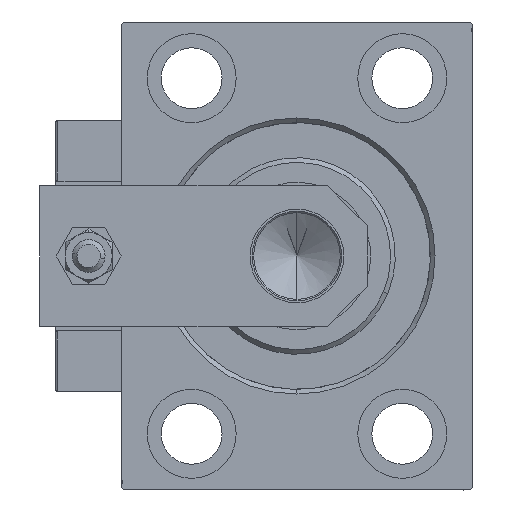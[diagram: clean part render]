
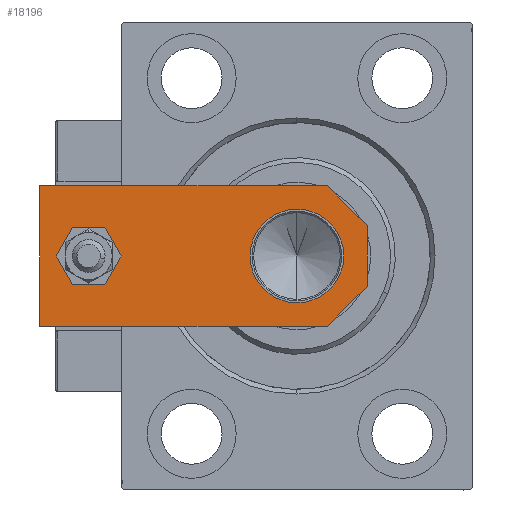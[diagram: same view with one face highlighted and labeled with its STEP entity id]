
A CAD part, left-side view. The second image highlights one B-rep face of the part: STEP entity #18196.
In plain terms, the highlighted face is planar.
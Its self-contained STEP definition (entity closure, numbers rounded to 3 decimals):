
#82 = DIRECTION ( 'NONE',  ( 0., 0., 1. ) ) ;
#1253 = DIRECTION ( 'NONE',  ( 0., 0., 1. ) ) ;
#1886 = ORIENTED_EDGE ( 'NONE', *, *, #48967, .F. ) ;
#2443 = EDGE_CURVE ( 'NONE', #11462, #15092, #42827, .T. ) ;
#2768 = DIRECTION ( 'NONE',  ( 0.707, 0.707, 0. ) ) ;
#2852 = DIRECTION ( 'NONE',  ( 1., 0., 0. ) ) ;
#3176 = EDGE_CURVE ( 'NONE', #29231, #15712, #45779, .T. ) ;
#3453 = ORIENTED_EDGE ( 'NONE', *, *, #7424, .F. ) ;
#3703 = CARTESIAN_POINT ( 'NONE',  ( -6.5, 0., 8. ) ) ;
#3836 = LINE ( 'NONE', #39548, #8596 ) ;
#4185 = CARTESIAN_POINT ( 'NONE',  ( 15., 70., 8. ) ) ;
#4489 = VECTOR ( 'NONE', #19955, 1000. ) ;
#4708 = CARTESIAN_POINT ( 'NONE',  ( -15., 70., 8. ) ) ;
#4992 = CARTESIAN_POINT ( 'NONE',  ( -15., 70., 8. ) ) ;
#5112 = VECTOR ( 'NONE', #13215, 1000. ) ;
#6734 = EDGE_LOOP ( 'NONE', ( #43549, #3453 ) ) ;
#7361 = EDGE_CURVE ( 'NONE', #41576, #30460, #31533, .T. ) ;
#7404 = CARTESIAN_POINT ( 'NONE',  ( 3.25, -3.25, 8. ) ) ;
#7424 = EDGE_CURVE ( 'NONE', #15092, #11462, #18427, .T. ) ;
#8067 = FACE_BOUND ( 'NONE', #6734, .T. ) ;
#8374 = ORIENTED_EDGE ( 'NONE', *, *, #8418, .F. ) ;
#8418 = EDGE_CURVE ( 'NONE', #31069, #44503, #34889, .T. ) ;
#8596 = VECTOR ( 'NONE', #24154, 1000. ) ;
#8872 = LINE ( 'NONE', #25050, #22364 ) ;
#10670 = ORIENTED_EDGE ( 'NONE', *, *, #7361, .T. ) ;
#10841 = CARTESIAN_POINT ( 'NONE',  ( 15., 70., 8. ) ) ;
#11437 = CIRCLE ( 'NONE', #13888, 10. ) ;
#11462 = VERTEX_POINT ( 'NONE', #26168 ) ;
#11506 = ORIENTED_EDGE ( 'NONE', *, *, #50051, .T. ) ;
#11509 = LINE ( 'NONE', #7404, #33618 ) ;
#12762 = DIRECTION ( 'NONE',  ( 1., 0., 0. ) ) ;
#13215 = DIRECTION ( 'NONE',  ( 0., -1., 0. ) ) ;
#13219 = ORIENTED_EDGE ( 'NONE', *, *, #3176, .T. ) ;
#13888 = AXIS2_PLACEMENT_3D ( 'NONE', #37277, #45475, #17235 ) ;
#15092 = VERTEX_POINT ( 'NONE', #46310 ) ;
#15508 = CARTESIAN_POINT ( 'NONE',  ( 0., 0., 8. ) ) ;
#15712 = VERTEX_POINT ( 'NONE', #4708 ) ;
#15810 = VERTEX_POINT ( 'NONE', #43000 ) ;
#15969 = AXIS2_PLACEMENT_3D ( 'NONE', #29213, #44346, #12762 ) ;
#17235 = DIRECTION ( 'NONE',  ( 1., 0., 0. ) ) ;
#18173 = EDGE_LOOP ( 'NONE', ( #1886, #8374 ) ) ;
#18196 = ADVANCED_FACE ( 'NONE', ( #8067, #46598, #19354 ), #23475, .T. ) ;
#18427 = CIRCLE ( 'NONE', #15969, 4. ) ;
#19284 = AXIS2_PLACEMENT_3D ( 'NONE', #32114, #1253, #32622 ) ;
#19354 = FACE_BOUND ( 'NONE', #18173, .T. ) ;
#19955 = DIRECTION ( 'NONE',  ( 0.707, -0.707, 0. ) ) ;
#20123 = DIRECTION ( 'NONE',  ( 1., 0., 0. ) ) ;
#20923 = LINE ( 'NONE', #4992, #5112 ) ;
#22364 = VECTOR ( 'NONE', #40701, 1000. ) ;
#22376 = VERTEX_POINT ( 'NONE', #28204 ) ;
#22393 = CARTESIAN_POINT ( 'NONE',  ( 0., 59.5, 8. ) ) ;
#22662 = DIRECTION ( 'NONE',  ( -1., 0., 0. ) ) ;
#23475 = PLANE ( 'NONE',  #26110 ) ;
#24154 = DIRECTION ( 'NONE',  ( 0., 1., 0. ) ) ;
#24345 = ORIENTED_EDGE ( 'NONE', *, *, #31491, .T. ) ;
#25050 = CARTESIAN_POINT ( 'NONE',  ( -15., 0., 8. ) ) ;
#26110 = AXIS2_PLACEMENT_3D ( 'NONE', #15508, #82, #20123 ) ;
#26168 = CARTESIAN_POINT ( 'NONE',  ( -4., 59.5, 8. ) ) ;
#26812 = EDGE_CURVE ( 'NONE', #15712, #41576, #20923, .T. ) ;
#26862 = EDGE_CURVE ( 'NONE', #30460, #22376, #8872, .T. ) ;
#28204 = CARTESIAN_POINT ( 'NONE',  ( 6.5, 0., 8. ) ) ;
#28956 = VECTOR ( 'NONE', #22662, 1000. ) ;
#29213 = CARTESIAN_POINT ( 'NONE',  ( 0., 59.5, 8. ) ) ;
#29231 = VERTEX_POINT ( 'NONE', #4185 ) ;
#29931 = EDGE_LOOP ( 'NONE', ( #39993, #10670, #50202, #11506, #24345, #13219 ) ) ;
#30460 = VERTEX_POINT ( 'NONE', #3703 ) ;
#31069 = VERTEX_POINT ( 'NONE', #31733 ) ;
#31491 = EDGE_CURVE ( 'NONE', #15810, #29231, #3836, .T. ) ;
#31533 = LINE ( 'NONE', #39240, #4489 ) ;
#31733 = CARTESIAN_POINT ( 'NONE',  ( 10., 15., 8. ) ) ;
#32114 = CARTESIAN_POINT ( 'NONE',  ( 0., 15., 8. ) ) ;
#32622 = DIRECTION ( 'NONE',  ( 1., 0., 0. ) ) ;
#33618 = VECTOR ( 'NONE', #2768, 1000. ) ;
#33962 = DIRECTION ( 'NONE',  ( 0., 0., 1. ) ) ;
#34889 = CIRCLE ( 'NONE', #19284, 10. ) ;
#37277 = CARTESIAN_POINT ( 'NONE',  ( 0., 15., 8. ) ) ;
#39240 = CARTESIAN_POINT ( 'NONE',  ( -3.25, -3.25, 8. ) ) ;
#39548 = CARTESIAN_POINT ( 'NONE',  ( 15., 0., 8. ) ) ;
#39993 = ORIENTED_EDGE ( 'NONE', *, *, #26812, .T. ) ;
#40701 = DIRECTION ( 'NONE',  ( 1., 0., 0. ) ) ;
#41576 = VERTEX_POINT ( 'NONE', #49213 ) ;
#42827 = CIRCLE ( 'NONE', #50243, 4. ) ;
#43000 = CARTESIAN_POINT ( 'NONE',  ( 15., 8.5, 8. ) ) ;
#43549 = ORIENTED_EDGE ( 'NONE', *, *, #2443, .F. ) ;
#44346 = DIRECTION ( 'NONE',  ( 0., 0., 1. ) ) ;
#44503 = VERTEX_POINT ( 'NONE', #45426 ) ;
#45426 = CARTESIAN_POINT ( 'NONE',  ( -10., 15., 8. ) ) ;
#45475 = DIRECTION ( 'NONE',  ( 0., 0., 1. ) ) ;
#45779 = LINE ( 'NONE', #10841, #28956 ) ;
#46310 = CARTESIAN_POINT ( 'NONE',  ( 4., 59.5, 8. ) ) ;
#46598 = FACE_OUTER_BOUND ( 'NONE', #29931, .T. ) ;
#48967 = EDGE_CURVE ( 'NONE', #44503, #31069, #11437, .T. ) ;
#49213 = CARTESIAN_POINT ( 'NONE',  ( -15., 8.5, 8. ) ) ;
#50051 = EDGE_CURVE ( 'NONE', #22376, #15810, #11509, .T. ) ;
#50202 = ORIENTED_EDGE ( 'NONE', *, *, #26862, .T. ) ;
#50243 = AXIS2_PLACEMENT_3D ( 'NONE', #22393, #33962, #2852 ) ;
